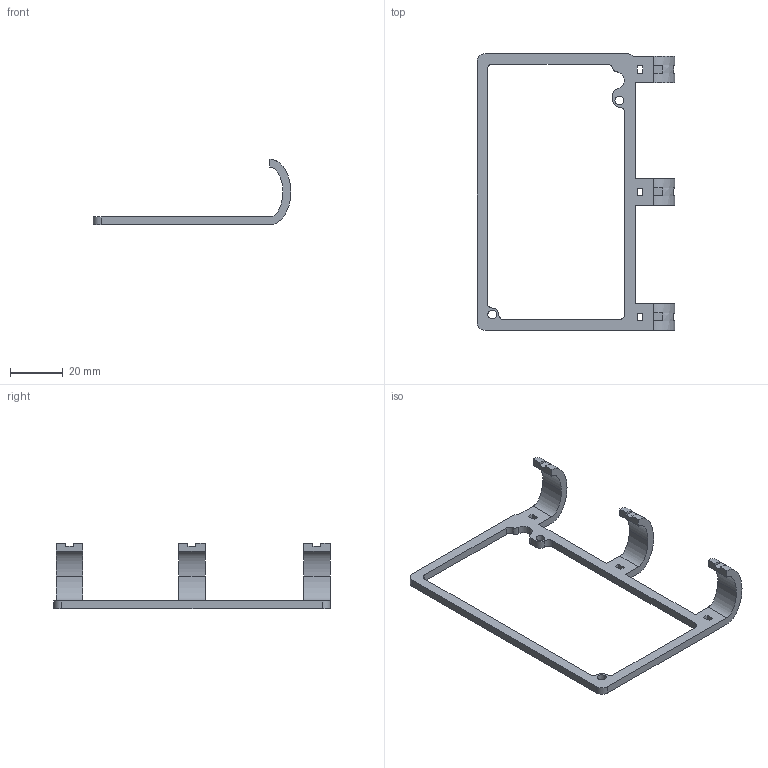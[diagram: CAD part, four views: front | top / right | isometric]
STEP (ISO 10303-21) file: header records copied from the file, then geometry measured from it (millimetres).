
FILE_DESCRIPTION(('FreeCAD Model'),'2;1');
FILE_NAME( 'ramps-holder.stp', '2014-11-17T20:30:28',('FreeCAD'),('FreeCAD'), 'Open CASCADE STEP processor 6.7','FreeCAD','Unknown');
FILE_SCHEMA(('AUTOMOTIVE_DESIGN_CC2 { 1 2 10303 214 -1 1 5 4 }'));
Length unit declared in the file: millimetre
Products named in the file (1): ramps-holder-final
Bounding box: 75.12 x 105 x 24.92 mm (x, y, z)
Volume: 6880.5 mm3; surface area: 7304.1 mm2
Topology: 1 solids, 1 shells, 84 faces, 246 edges, 164 vertices
Faces by surface type: plane 56, cylinder 16, extrusion 12
Full cylindrical faces by diameter (mm): 3.3 x2
Entity records: 12791 total; most frequent: CARTESIAN_POINT 8355, DIRECTION 663, ORIENTED_EDGE 492, PCURVE 492, DEFINITIONAL_REPRESENTATION 492, VECTOR 437, LINE 425, EDGE_CURVE 246
